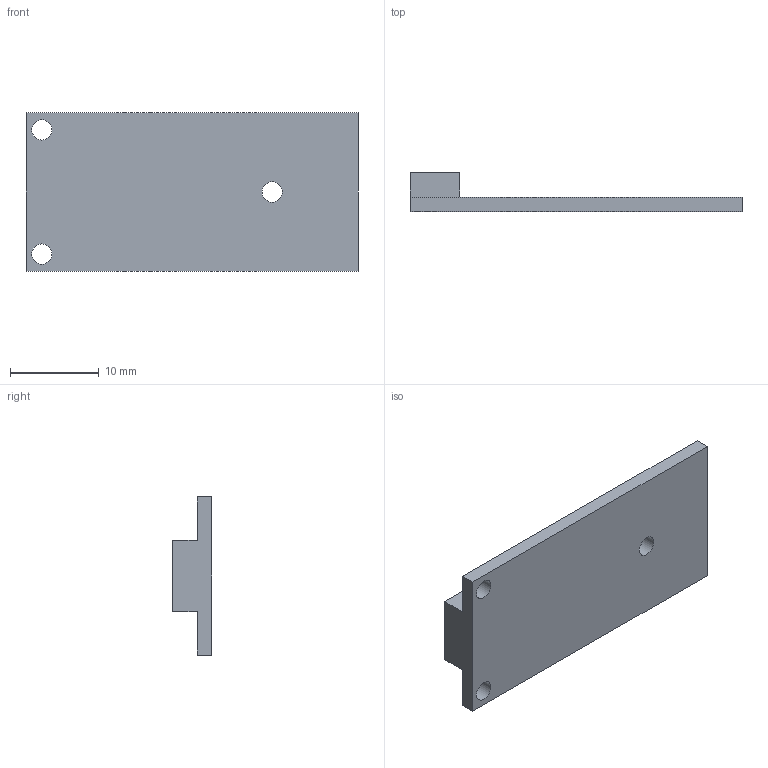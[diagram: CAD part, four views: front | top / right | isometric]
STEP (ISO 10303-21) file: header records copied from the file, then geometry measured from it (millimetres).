
FILE_DESCRIPTION(/* description */ (''),/* implementation_level */ '2;1');
FILE_NAME(/* name */ 'Trinket.stp',/* time_stamp */ '2019-05-06T13:03:59-04:00',/* author */ ('pcdan'),/* organization */ (''),/* preprocessor_version */ 'ST-DEVELOPER v17.2',/* originating_system */ 'Autodesk Inventor 2019',/* authorisation */ '');
FILE_SCHEMA (('AUTOMOTIVE_DESIGN { 1 0 10303 214 3 1 1 }'));
Length unit declared in the file: millimetre
Products named in the file (1): Trinket
Bounding box: 37.34 x 4.4 x 17.78 mm (x, y, z)
Volume: 1167.9 mm3; surface area: 1590.1 mm2
Topology: 1 solids, 1 shells, 13 faces, 36 edges, 25 vertices
Faces by surface type: plane 10, cylinder 3
Full cylindrical faces by diameter (mm): 2.286 x3
Entity records: 489 total; most frequent: CARTESIAN_POINT 75, DIRECTION 73, ORIENTED_EDGE 72, EDGE_CURVE 36, LINE 27, VECTOR 27, VERTEX_POINT 25, AXIS2_PLACEMENT_3D 23
